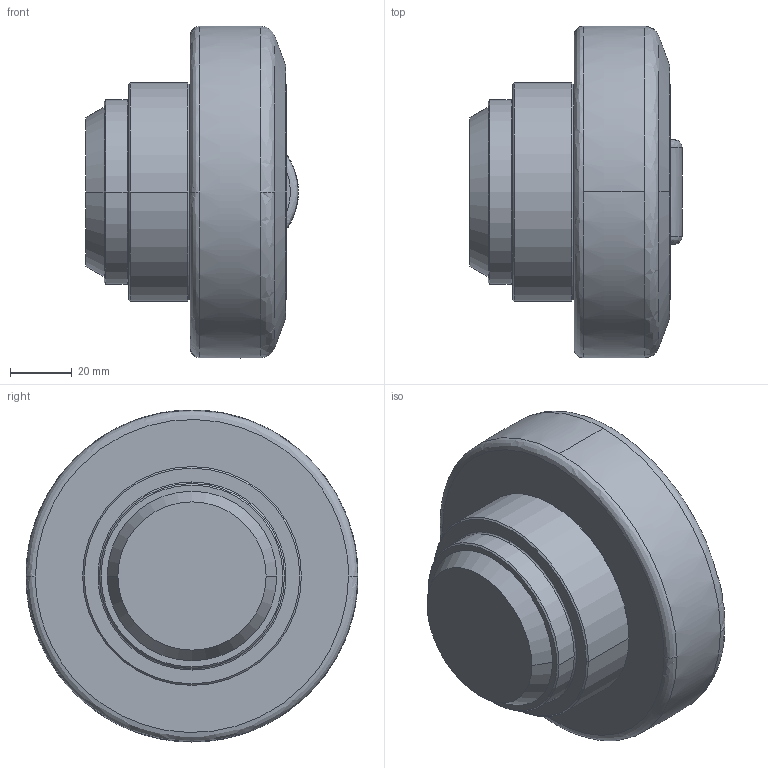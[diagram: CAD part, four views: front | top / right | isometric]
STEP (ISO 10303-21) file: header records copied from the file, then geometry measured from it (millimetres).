
FILE_DESCRIPTION (( 'STEP AP214' ), '1' );
FILE_NAME ('TR-110.0200-Rollco.step', '2023-04-28T07:33:46', ( '' ), ( '' ), 'SwSTEP 2.0', 'SolidWorks 2010', '' );
FILE_SCHEMA (( 'AUTOMOTIVE_DESIGN' ));
Length unit declared in the file: millimetre
Products named in the file (1): TR-110.0200-Rollco
Bounding box: 69.08 x 107.68 x 107.7 mm (x, y, z)
Volume: 387729.8 mm3; surface area: 35020 mm2
Topology: 1 solids, 1 shells, 44 faces, 99 edges, 63 vertices
Faces by surface type: cone 12, bspline 10, plane 9, cylinder 9, torus 4
Entity records: 2020 total; most frequent: CARTESIAN_POINT 1029, DIRECTION 201, ORIENTED_EDGE 198, EDGE_CURVE 99, AXIS2_PLACEMENT_3D 89, VERTEX_POINT 63, CIRCLE 54, EDGE_LOOP 50
